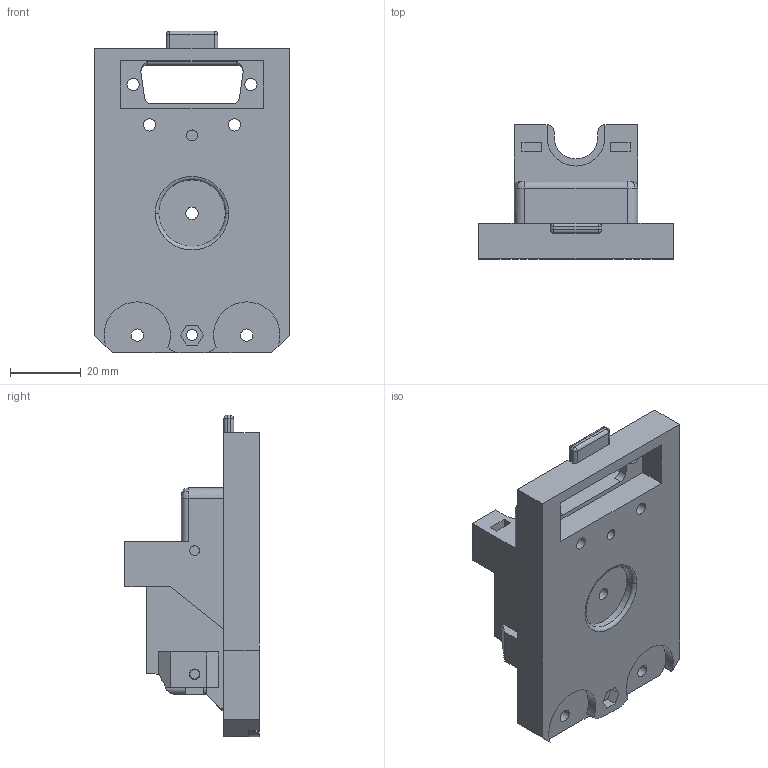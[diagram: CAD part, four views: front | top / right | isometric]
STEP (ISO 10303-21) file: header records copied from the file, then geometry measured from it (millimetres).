
FILE_DESCRIPTION(('CATIA V5 STEP Exchange','CAx-IF Rec.Pracs.--- Model Styling and Organization---1.4--- 2014-01-23','CAx-IF Rec.Pracs.---3D Tessellated Data Validation Properties---0.5---2014-09-14'),'2;1');
FILE_NAME('HYPERCUBE-EVO-0006_NGEN_NOVA.stp','2021-03-24T07:46:50+00:00',('none'),('none'),'CATIA Version 5-6 Release 2017','CATIA V5 STEP AP242','none');
FILE_SCHEMA(('AP242_MANAGED_MODEL_BASED_3D_ENGINEERING_MIM_LF {1 0 10303 442 1 1 4}'));
Length unit declared in the file: millimetre
Products named in the file (1): HYPERCUBE-EVO-0006_NGEN_NOVA
Bounding box: 55 x 38 x 91 mm (x, y, z)
Volume: 58840.8 mm3; surface area: 21680.8 mm2
Topology: 1 solids, 1 shells, 287 faces, 797 edges, 517 vertices
Faces by surface type: plane 145, cylinder 109, torus 19, sphere 4, revolution 4, bspline 4, extrusion 2
Entity records: 9470 total; most frequent: CARTESIAN_POINT 2556, ORIENTED_EDGE 1586, DIRECTION 1117, EDGE_CURVE 793, VERTEX_POINT 517, VECTOR 478, LINE 476, AXIS2_PLACEMENT_3D 437
